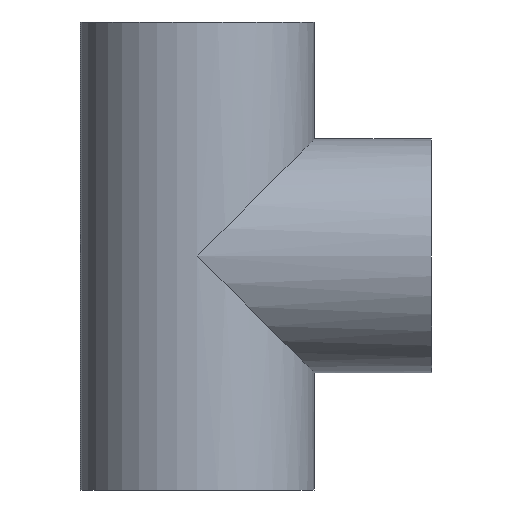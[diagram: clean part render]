
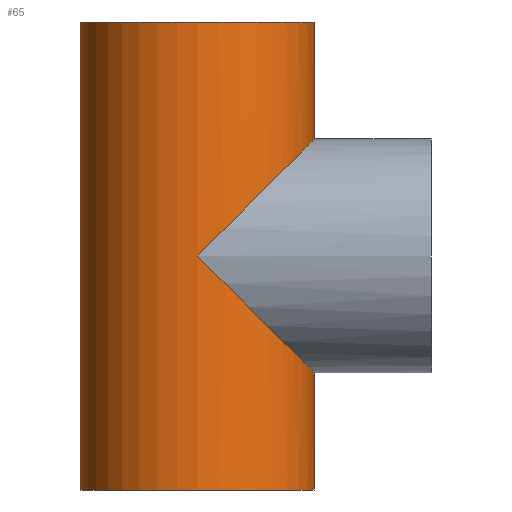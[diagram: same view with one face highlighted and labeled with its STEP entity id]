
A CAD part, front view. The second image highlights one B-rep face of the part: STEP entity #65.
In plain terms, the highlighted cylindrical face has radius 20 mm (diameter 40 mm), a partial arc.
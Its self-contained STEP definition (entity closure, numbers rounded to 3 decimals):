
#65=ADVANCED_FACE('',(#133),#134,.T.);
#133=FACE_OUTER_BOUND('',#207,.T.);
#134=CYLINDRICAL_SURFACE('',#208,20.0);
#207=EDGE_LOOP('',(#337,#338,#339,#340,#341,#342,#343));
#208=AXIS2_PLACEMENT_3D('',#344,#345,#346);
#337=ORIENTED_EDGE('',*,*,#438,.T.);
#338=ORIENTED_EDGE('',*,*,#471,.F.);
#339=ORIENTED_EDGE('',*,*,#472,.T.);
#340=ORIENTED_EDGE('',*,*,#442,.T.);
#341=ORIENTED_EDGE('',*,*,#473,.F.);
#342=ORIENTED_EDGE('',*,*,#440,.T.);
#343=ORIENTED_EDGE('',*,*,#474,.T.);
#344=CARTESIAN_POINT('',(0.0,0.0,0.0));
#345=DIRECTION('',(0.0,0.0,-1.0));
#346=DIRECTION('',(1.0,0.0,0.0));
#438=EDGE_CURVE('',#520,#509,#521,.T.);
#440=EDGE_CURVE('',#524,#522,#525,.T.);
#442=EDGE_CURVE('',#514,#526,#528,.T.);
#471=EDGE_CURVE('',#571,#509,#572,.T.);
#472=EDGE_CURVE('',#571,#514,#573,.T.);
#473=EDGE_CURVE('',#524,#526,#574,.T.);
#474=EDGE_CURVE('',#522,#520,#575,.T.);
#509=VERTEX_POINT('',#614);
#514=VERTEX_POINT('',#620);
#520=VERTEX_POINT('',#627);
#521=LINE('',#628,#629);
#522=VERTEX_POINT('',#630);
#524=VERTEX_POINT('',#632);
#525=LINE('',#633,#634);
#526=VERTEX_POINT('',#635);
#528=LINE('',#637,#638);
#571=VERTEX_POINT('',#688);
#572=ELLIPSE('',#689,28.284,20.0);
#573=ELLIPSE('',#690,28.284,20.0);
#574=CIRCLE('',#691,20.0);
#575=CIRCLE('',#692,20.0);
#614=CARTESIAN_POINT('',(20.,0.,20.));
#620=CARTESIAN_POINT('',(20.,0.,60.));
#627=CARTESIAN_POINT('',(20.0,0.,0.0));
#628=CARTESIAN_POINT('',(20.0,0.,0.0));
#629=VECTOR('',#735,1.0);
#630=CARTESIAN_POINT('',(-20.0,0.,0.0));
#632=CARTESIAN_POINT('',(-20.0,0.,80.0));
#633=CARTESIAN_POINT('',(-20.0,0.,0.0));
#634=VECTOR('',#739,1.0);
#635=CARTESIAN_POINT('',(20.0,0.,80.0));
#637=CARTESIAN_POINT('',(20.0,0.,0.0));
#638=VECTOR('',#743,1.0);
#688=CARTESIAN_POINT('',(0.,-20.0,40.0));
#689=AXIS2_PLACEMENT_3D('',#793,#794,#795);
#690=AXIS2_PLACEMENT_3D('',#796,#797,#798);
#691=AXIS2_PLACEMENT_3D('',#799,#800,#801);
#692=AXIS2_PLACEMENT_3D('',#802,#803,#804);
#735=DIRECTION('',(-0.0,-0.0,1.0));
#739=DIRECTION('',(0.0,0.0,-1.0));
#743=DIRECTION('',(-0.0,-0.0,1.0));
#793=CARTESIAN_POINT('',(0.0,0.0,40.0));
#794=DIRECTION('',(0.707,0.0,0.707));
#795=DIRECTION('',(-0.707,0.0,0.707));
#796=CARTESIAN_POINT('',(0.0,0.0,40.0));
#797=DIRECTION('',(-0.707,0.0,0.707));
#798=DIRECTION('',(0.707,0.0,0.707));
#799=CARTESIAN_POINT('',(0.0,0.0,80.0));
#800=DIRECTION('',(0.0,0.0,1.0));
#801=DIRECTION('',(1.0,0.0,0.0));
#802=CARTESIAN_POINT('',(0.0,0.0,0.0));
#803=DIRECTION('',(0.0,0.0,1.0));
#804=DIRECTION('',(1.0,0.0,0.0));
